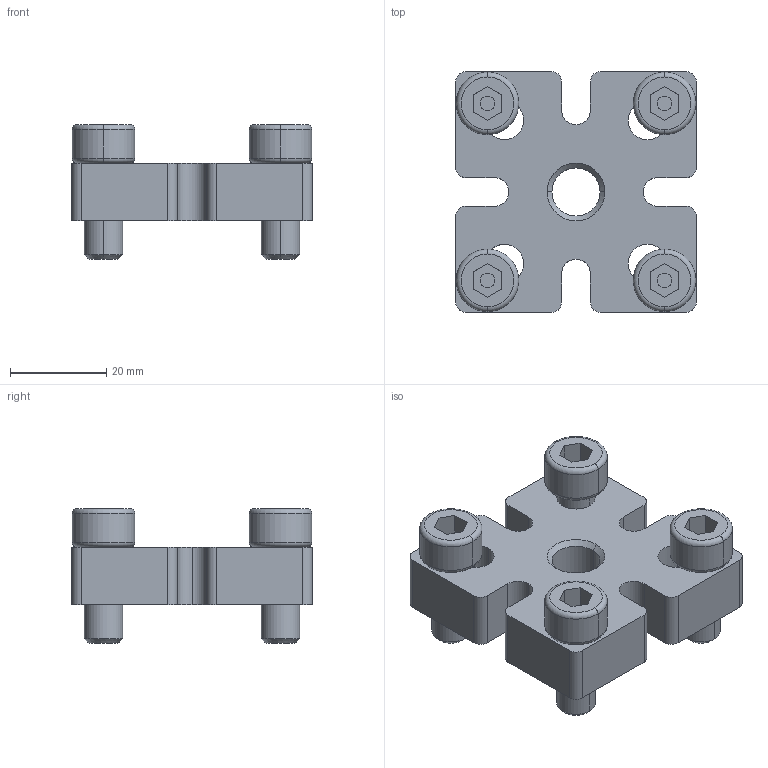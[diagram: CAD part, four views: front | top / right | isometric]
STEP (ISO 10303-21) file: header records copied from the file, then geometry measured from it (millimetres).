
FILE_DESCRIPTION (( 'STEP AP214' ), '1' );
FILE_NAME ('A337 Àäàïòåð 50õ50 (ñòàëü îö.) äëÿ îïîðû Ì12.STEP', '2019-05-24T12:48:35', ( 'Windows User' ), ( '' ), 'SwSTEP 2.0', 'SolidWorks 2018', '' );
FILE_SCHEMA (( 'AUTOMOTIVE_DESIGN' ));
Length unit declared in the file: millimetre
Products named in the file (3): A337 Àäàïòåð 50õ50 (ñòàëü îö.) äëÿ îïîðû Ì12_00; A337 Àäàïòåð 50õ50 (ñòàëü îö.) äëÿ îïîðû Ì12; A337 Àäàïòåð 50õ50 (ñòàëü îö.) äëÿ îïîðû Ì12,Âèíò(1)_M14x25
Assembly tree (5 placements, depth 2):
  A337 Àäàïòåð 50õ50 (ñòàëü îö.) äëÿ îïîðû Ì12
    A337 Àäàïòåð 50õ50 (ñòàëü îö.) äëÿ îïîðû Ì12_00
    A337 Àäàïòåð 50õ50 (ñòàëü îö.) äëÿ îïîðû Ì12,Âèíò(1)_M14x25  x4
Bounding box: 50 x 50 x 28 mm (x, y, z)
Volume: 29100.8 mm3; surface area: 13436.3 mm2
Topology: 5 solids, 5 shells, 153 faces, 365 edges, 234 vertices
Faces by surface type: plane 70, cylinder 55, torus 16, cone 12
Entity records: 2811 total; most frequent: DIRECTION 493, CARTESIAN_POINT 457, ORIENTED_EDGE 442, EDGE_CURVE 221, AXIS2_PLACEMENT_3D 180, VERTEX_POINT 144, VECTOR 133, LINE 133
